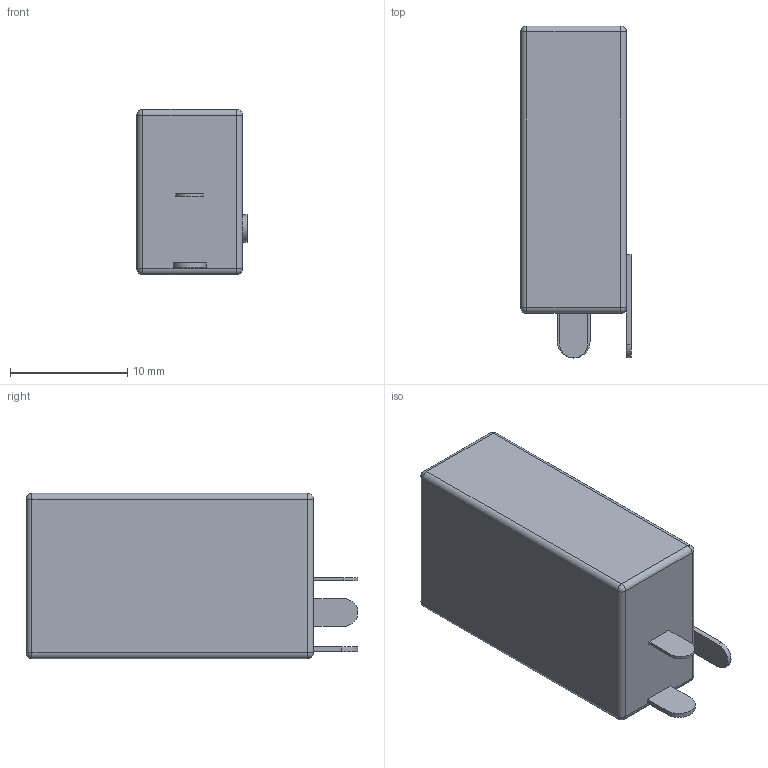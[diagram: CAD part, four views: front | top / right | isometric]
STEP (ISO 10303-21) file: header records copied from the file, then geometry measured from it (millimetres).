
FILE_DESCRIPTION (( 'STEP AP214' ), '1' );
FILE_NAME ('Adafruit - DC 2.1x5.5 Switched Jack - RJ-005-P001(BLOCK).STEP', '2021-11-03T16:54:11', ( '' ), ( '' ), 'SwSTEP 2.0', 'SolidWorks 2020', '' );
FILE_SCHEMA (( 'AUTOMOTIVE_DESIGN' ));
Length unit declared in the file: millimetre
Products named in the file (1): Adafruit - DC 2.1x5.5 Switched Jack - RJ-005-P001(BLOCK)
Bounding box: 9.4 x 28.3 x 14.1 mm (x, y, z)
Volume: 3113.1 mm3; surface area: 1437.5 mm2
Topology: 4 solids, 4 shells, 44 faces, 92 edges, 48 vertices
Faces by surface type: plane 21, cylinder 15, sphere 8
Entity records: 1147 total; most frequent: DIRECTION 204, CARTESIAN_POINT 177, ORIENTED_EDGE 168, EDGE_CURVE 84, AXIS2_PLACEMENT_3D 75, VECTOR 54, LINE 54, VERTEX_POINT 48
